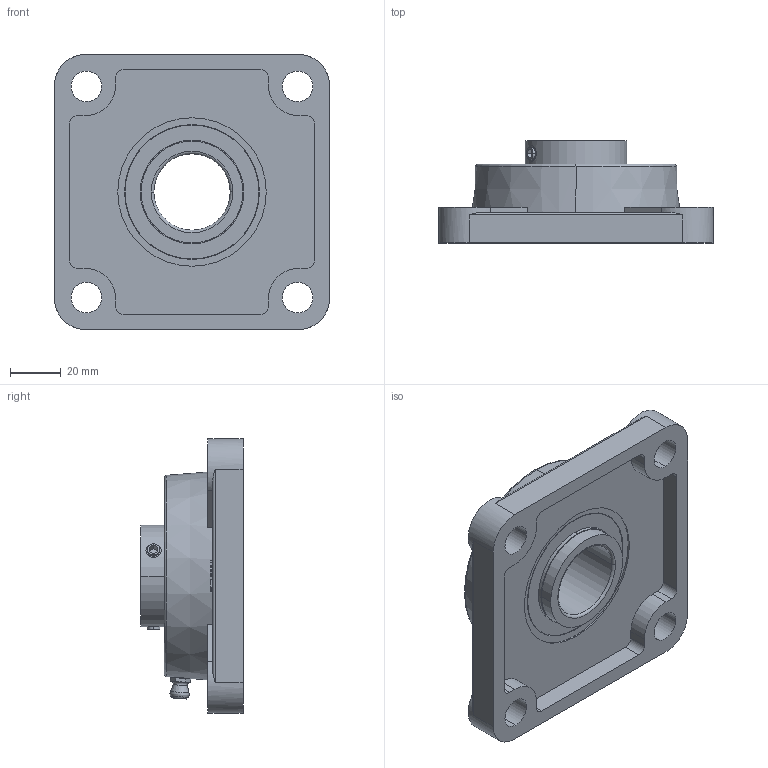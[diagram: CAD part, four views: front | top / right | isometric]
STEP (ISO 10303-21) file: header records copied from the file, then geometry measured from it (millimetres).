
FILE_DESCRIPTION((''),'2;1');
FILE_NAME('UCF206_ASM','2018-10-30T14:04:08',('giuseppe.caruso'),(''),'CREO PARAMETRIC BY PTC INC, 2016390','CREO PARAMETRIC BY PTC INC, 2016390','');
FILE_SCHEMA(('CONFIG_CONTROL_DESIGN'));
Length unit declared in the file: millimetre
Products named in the file (4): F206; UC206; INGRASSATORE; UCF206_ASM
Assembly tree (3 placements, depth 2):
  UCF206_ASM
    F206
    UC206
    INGRASSATORE
Bounding box: 108 x 40.2 x 108 mm (x, y, z)
Volume: 143524.8 mm3; surface area: 70433.8 mm2
Topology: 11 solids, 14 shells, 947 faces, 2557 edges, 1670 vertices
Faces by surface type: plane 713, cylinder 136, sphere 40, cone 24, bspline 20, torus 14
Entity records: 30626 total; most frequent: CARTESIAN_POINT 6681, ORIENTED_EDGE 5026, DIRECTION 4757, EDGE_CURVE 2521, VECTOR 1869, LINE 1869, VERTEX_POINT 1670, AXIS2_PLACEMENT_3D 1444
